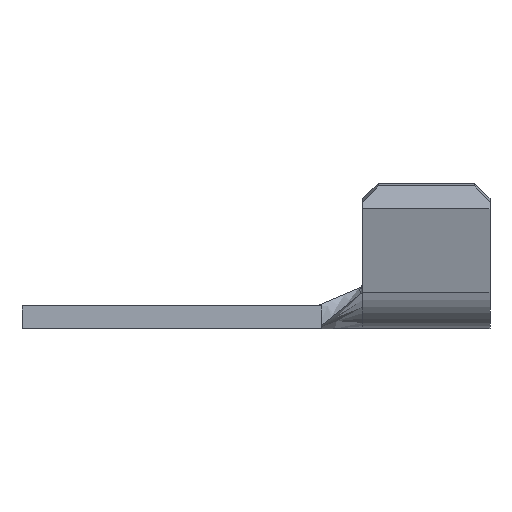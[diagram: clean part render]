
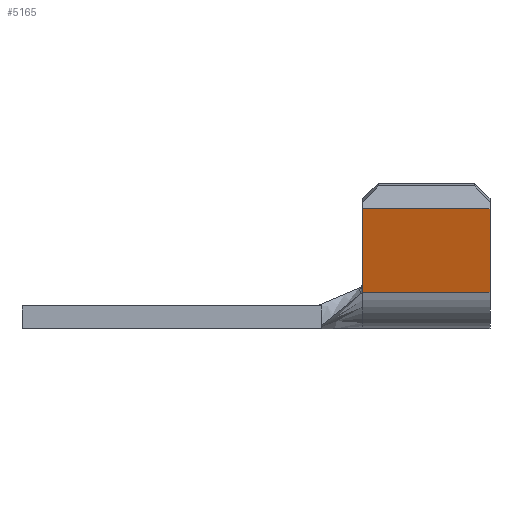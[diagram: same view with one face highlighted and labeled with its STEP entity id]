
A CAD part, left-side view. The second image highlights one B-rep face of the part: STEP entity #5165.
In plain terms, the highlighted planar face has unit normal (-0.97, 0, -0.245).
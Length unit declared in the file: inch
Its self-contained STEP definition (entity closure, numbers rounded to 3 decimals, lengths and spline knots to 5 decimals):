
#232 = ORIENTED_EDGE ( 'NONE', *, *, #4422, .F. ) ;
#496 = LINE ( 'NONE', #6515, #3027 ) ;
#659 = CARTESIAN_POINT ( 'NONE',  ( 0.9679, -0.245, 0.07172 ) ) ;
#678 = CARTESIAN_POINT ( 'NONE',  ( 0.9679, -0.495, 0.07172 ) ) ;
#679 = VECTOR ( 'NONE', #2459, 39.37008 ) ;
#746 = VECTOR ( 'NONE', #5995, 39.37008 ) ;
#775 = DIRECTION ( 'NONE',  ( 0.97, 0., 0.245 ) ) ;
#933 = CARTESIAN_POINT ( 'NONE',  ( 0.9679, -0.495, 0.07172 ) ) ;
#1671 = CARTESIAN_POINT ( 'NONE',  ( 0.96709, -0.245, 0.07491 ) ) ;
#1799 = EDGE_CURVE ( 'NONE', #2338, #5488, #2007, .T. ) ;
#1825 = CARTESIAN_POINT ( 'NONE',  ( 0.9265, -0.245, 0.23551 ) ) ;
#2007 = LINE ( 'NONE', #933, #679 ) ;
#2060 = VECTOR ( 'NONE', #2336, 39.37008 ) ;
#2316 = EDGE_CURVE ( 'NONE', #6416, #5843, #496, .T. ) ;
#2336 = DIRECTION ( 'NONE',  ( 0.245, 0., -0.97 ) ) ;
#2338 = VERTEX_POINT ( 'NONE', #678 ) ;
#2459 = DIRECTION ( 'NONE',  ( 0., 1., 0. ) ) ;
#2495 = CARTESIAN_POINT ( 'NONE',  ( 0.9265, -0.495, 0.23551 ) ) ;
#2765 = CARTESIAN_POINT ( 'NONE',  ( 0.9265, -0.495, 0.23551 ) ) ;
#2807 = AXIS2_PLACEMENT_3D ( 'NONE', #2765, #775, #4300 ) ;
#2862 = B_SPLINE_CURVE_WITH_KNOTS ( 'NONE', 3,
 ( #659, #3673, #1671, #5190 ),
 .UNSPECIFIED., .F., .F.,
 ( 4, 4 ),
 ( 0., 0.00013 ),
 .UNSPECIFIED. ) ;
#3027 = VECTOR ( 'NONE', #4001, 39.37008 ) ;
#3102 = LINE ( 'NONE', #2495, #746 ) ;
#3197 = VERTEX_POINT ( 'NONE', #5694 ) ;
#3213 = CARTESIAN_POINT ( 'NONE',  ( 0.9265, -0.495, 0.23551 ) ) ;
#3673 = CARTESIAN_POINT ( 'NONE',  ( 0.96749, -0.245, 0.07331 ) ) ;
#3790 = PLANE ( 'NONE',  #2807 ) ;
#3870 = FACE_OUTER_BOUND ( 'NONE', #6362, .T. ) ;
#3923 = ORIENTED_EDGE ( 'NONE', *, *, #2316, .T. ) ;
#4001 = DIRECTION ( 'NONE',  ( 0., 1., 0. ) ) ;
#4300 = DIRECTION ( 'NONE',  ( 0.245, 0., -0.97 ) ) ;
#4422 = EDGE_CURVE ( 'NONE', #6416, #2338, #3102, .T. ) ;
#4619 = CARTESIAN_POINT ( 'NONE',  ( 0.9679, -0.245, 0.07172 ) ) ;
#4901 = LINE ( 'NONE', #1825, #2060 ) ;
#4915 = ORIENTED_EDGE ( 'NONE', *, *, #1799, .F. ) ;
#5165 = ADVANCED_FACE ( 'NONE', ( #3870 ), #3790, .F. ) ;
#5190 = CARTESIAN_POINT ( 'NONE',  ( 0.96669, -0.245, 0.0765 ) ) ;
#5224 = EDGE_CURVE ( 'NONE', #5843, #3197, #4901, .T. ) ;
#5488 = VERTEX_POINT ( 'NONE', #4619 ) ;
#5547 = EDGE_CURVE ( 'NONE', #5488, #3197, #2862, .T. ) ;
#5694 = CARTESIAN_POINT ( 'NONE',  ( 0.96669, -0.245, 0.0765 ) ) ;
#5843 = VERTEX_POINT ( 'NONE', #5891 ) ;
#5891 = CARTESIAN_POINT ( 'NONE',  ( 0.9265, -0.245, 0.23551 ) ) ;
#5995 = DIRECTION ( 'NONE',  ( 0.245, 0., -0.97 ) ) ;
#6196 = ORIENTED_EDGE ( 'NONE', *, *, #5547, .F. ) ;
#6356 = ORIENTED_EDGE ( 'NONE', *, *, #5224, .T. ) ;
#6362 = EDGE_LOOP ( 'NONE', ( #6356, #6196, #4915, #232, #3923 ) ) ;
#6416 = VERTEX_POINT ( 'NONE', #3213 ) ;
#6515 = CARTESIAN_POINT ( 'NONE',  ( 0.9265, -0.495, 0.23551 ) ) ;
